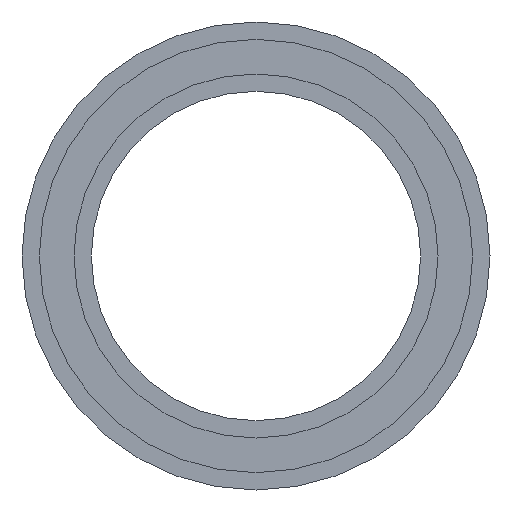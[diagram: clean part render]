
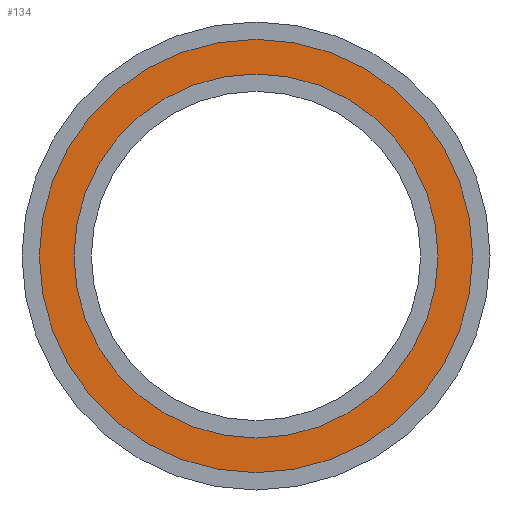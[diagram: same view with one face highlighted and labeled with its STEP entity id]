
A CAD part, left-side view. The second image highlights one B-rep face of the part: STEP entity #134.
In plain terms, the highlighted planar face has unit normal (-1, 0, 0).
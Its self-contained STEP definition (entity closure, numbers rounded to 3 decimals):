
#93=CARTESIAN_POINT('Axis2P3D Location',(3.,0.,0.)) ;
#98=CARTESIAN_POINT('Axis2P3D Location',(3.,0.,0.)) ;
#102=CARTESIAN_POINT('Vertex',(3.,-25.,0.)) ;
#104=CARTESIAN_POINT('Vertex',(3.,25.,0.)) ;
#107=CARTESIAN_POINT('Axis2P3D Location',(3.,0.,0.)) ;
#116=CARTESIAN_POINT('Axis2P3D Location',(3.,0.,0.)) ;
#120=CARTESIAN_POINT('Vertex',(3.,-21.,0.)) ;
#122=CARTESIAN_POINT('Vertex',(3.,21.,0.)) ;
#125=CARTESIAN_POINT('Axis2P3D Location',(3.,0.,0.)) ;
#94=DIRECTION('Axis2P3D Direction',(1.,0.,0.)) ;
#95=DIRECTION('Axis2P3D XDirection',(0.,1.,0.)) ;
#99=DIRECTION('Axis2P3D Direction',(1.,0.,0.)) ;
#108=DIRECTION('Axis2P3D Direction',(1.,0.,0.)) ;
#117=DIRECTION('Axis2P3D Direction',(1.,0.,0.)) ;
#126=DIRECTION('Axis2P3D Direction',(1.,0.,0.)) ;
#96=AXIS2_PLACEMENT_3D('Plane Axis2P3D',#93,#94,#95) ;
#100=AXIS2_PLACEMENT_3D('Circle Axis2P3D',#98,#99,$) ;
#109=AXIS2_PLACEMENT_3D('Circle Axis2P3D',#107,#108,$) ;
#118=AXIS2_PLACEMENT_3D('Circle Axis2P3D',#116,#117,$) ;
#127=AXIS2_PLACEMENT_3D('Circle Axis2P3D',#125,#126,$) ;
#113=ORIENTED_EDGE('',*,*,#106,.F.) ;
#114=ORIENTED_EDGE('',*,*,#111,.F.) ;
#131=ORIENTED_EDGE('',*,*,#124,.T.) ;
#132=ORIENTED_EDGE('',*,*,#129,.T.) ;
#133=FACE_BOUND('',#130,.T.) ;
#134=ADVANCED_FACE('PartBody',(#115,#133),#97,.F.) ;
#101=CIRCLE('generated circle',#100,25.) ;
#110=CIRCLE('generated circle',#109,25.) ;
#119=CIRCLE('generated circle',#118,21.) ;
#128=CIRCLE('generated circle',#127,21.) ;
#106=EDGE_CURVE('',#103,#105,#101,.T.) ;
#111=EDGE_CURVE('',#105,#103,#110,.T.) ;
#124=EDGE_CURVE('',#121,#123,#119,.T.) ;
#129=EDGE_CURVE('',#123,#121,#128,.T.) ;
#112=EDGE_LOOP('',(#113,#114)) ;
#130=EDGE_LOOP('',(#131,#132)) ;
#115=FACE_OUTER_BOUND('',#112,.T.) ;
#97=PLANE('',#96) ;
#103=VERTEX_POINT('',#102) ;
#105=VERTEX_POINT('',#104) ;
#121=VERTEX_POINT('',#120) ;
#123=VERTEX_POINT('',#122) ;
